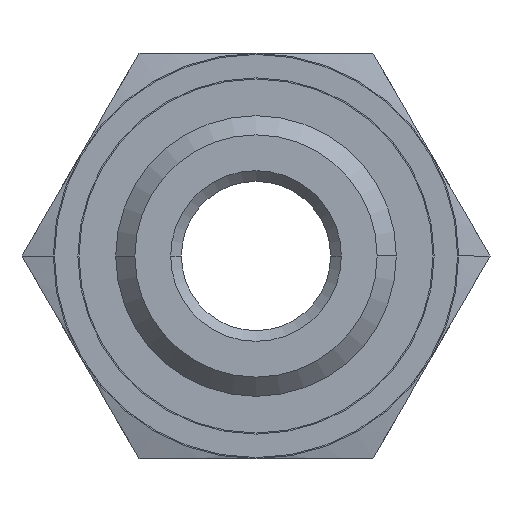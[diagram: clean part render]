
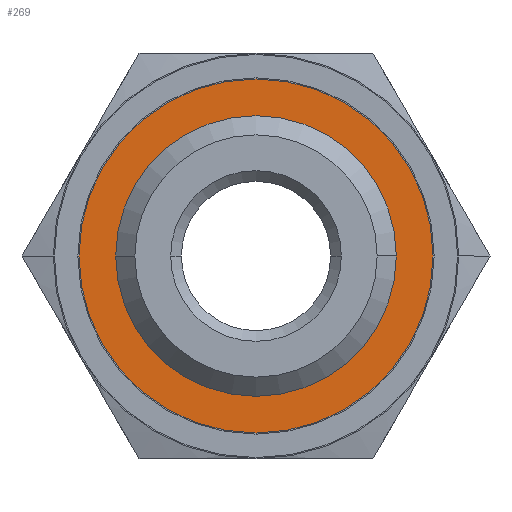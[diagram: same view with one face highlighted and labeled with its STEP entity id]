
A CAD part, left-side view. The second image highlights one B-rep face of the part: STEP entity #269.
In plain terms, the highlighted planar face has unit normal (-1, 0, 0).
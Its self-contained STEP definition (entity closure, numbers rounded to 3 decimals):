
#269 = ADVANCED_FACE( '', ( #528, #529 ), #530, .T. );
#528 = FACE_BOUND( '', #843, .T. );
#529 = FACE_OUTER_BOUND( '', #844, .T. );
#530 = PLANE( '', #845 );
#843 = EDGE_LOOP( '', ( #1707, #1708 ) );
#844 = EDGE_LOOP( '', ( #1709, #1710 ) );
#845 = AXIS2_PLACEMENT_3D( '', #1711, #1712, #1713 );
#1707 = ORIENTED_EDGE( '', *, *, #2093, .F. );
#1708 = ORIENTED_EDGE( '', *, *, #2317, .F. );
#1709 = ORIENTED_EDGE( '', *, *, #2099, .T. );
#1710 = ORIENTED_EDGE( '', *, *, #2316, .T. );
#1711 = CARTESIAN_POINT( '', ( -0.3, 6.95, 0. ) );
#1712 = DIRECTION( '', ( -1., 0., 0. ) );
#1713 = DIRECTION( '', ( 0., 1., 0. ) );
#2093 = EDGE_CURVE( '', #2444, #2447, #2448, .T. );
#2099 = EDGE_CURVE( '', #2452, #2456, #2458, .T. );
#2316 = EDGE_CURVE( '', #2456, #2452, #2810, .T. );
#2317 = EDGE_CURVE( '', #2447, #2444, #2811, .T. );
#2444 = VERTEX_POINT( '', #2996 );
#2447 = VERTEX_POINT( '', #3000 );
#2448 = CIRCLE( '', #3001, 5.6 );
#2452 = VERTEX_POINT( '', #3006 );
#2456 = VERTEX_POINT( '', #3011 );
#2458 = CIRCLE( '', #3014, 8.3 );
#2810 = CIRCLE( '', #3700, 8.3 );
#2811 = CIRCLE( '', #3701, 5.6 );
#2996 = CARTESIAN_POINT( '', ( -0.3, 5.6, 0. ) );
#3000 = CARTESIAN_POINT( '', ( -0.3, -5.6, 0. ) );
#3001 = AXIS2_PLACEMENT_3D( '', #4132, #4133, #4134 );
#3006 = CARTESIAN_POINT( '', ( -0.3, 8.3, 0. ) );
#3011 = CARTESIAN_POINT( '', ( -0.3, -8.3, 0. ) );
#3014 = AXIS2_PLACEMENT_3D( '', #4144, #4145, #4146 );
#3700 = AXIS2_PLACEMENT_3D( '', #4487, #4488, #4489 );
#3701 = AXIS2_PLACEMENT_3D( '', #4490, #4491, #4492 );
#4132 = CARTESIAN_POINT( '', ( -0.3, 0., 0. ) );
#4133 = DIRECTION( '', ( -1., 0., 0. ) );
#4134 = DIRECTION( '', ( 0., 1., 0. ) );
#4144 = CARTESIAN_POINT( '', ( -0.3, 0., 0. ) );
#4145 = DIRECTION( '', ( -1., 0., 0. ) );
#4146 = DIRECTION( '', ( 0., 1., 0. ) );
#4487 = CARTESIAN_POINT( '', ( -0.3, 0., 0. ) );
#4488 = DIRECTION( '', ( -1., 0., 0. ) );
#4489 = DIRECTION( '', ( 0., 1., 0. ) );
#4490 = CARTESIAN_POINT( '', ( -0.3, 0., 0. ) );
#4491 = DIRECTION( '', ( -1., 0., 0. ) );
#4492 = DIRECTION( '', ( 0., 1., 0. ) );
